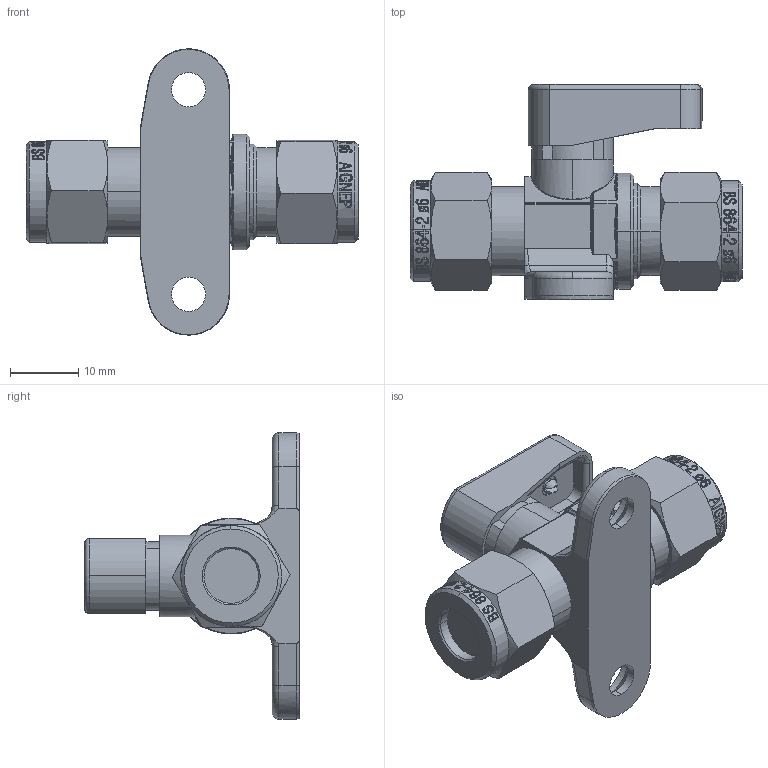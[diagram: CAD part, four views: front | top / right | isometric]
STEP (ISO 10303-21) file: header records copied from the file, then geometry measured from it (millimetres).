
FILE_DESCRIPTION (( 'STEP AP214' ), '1' );
FILE_NAME ('0650000001.step', '2012-10-02T16:35:26', ( '' ), ( '' ), 'SwSTEP 2.0', 'SolidWorks 2012', '' );
FILE_SCHEMA (( 'AUTOMOTIVE_DESIGN' ));
Products named in the file (1): 0650000001
Bounding box: 48.7 x 31.5 x 42 mm (x, y, z)
Volume: 12477.5 mm3; surface area: 5828.6 mm2
Topology: 8 solids, 17 shells, 1091 faces, 2772 edges, 1781 vertices
Faces by surface type: bspline 401, plane 396, cylinder 185, cone 52, torus 45, sphere 12
Entity records: 61320 total; most frequent: CARTESIAN_POINT 38140, ORIENTED_EDGE 5536, DIRECTION 3507, EDGE_CURVE 2768, VERTEX_POINT 1781, AXIS2_PLACEMENT_3D 1266, EDGE_LOOP 1177, B_SPLINE_CURVE_WITH_KNOTS 1172
